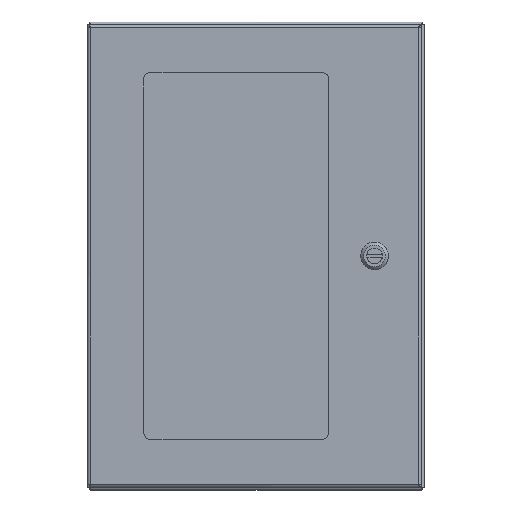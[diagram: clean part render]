
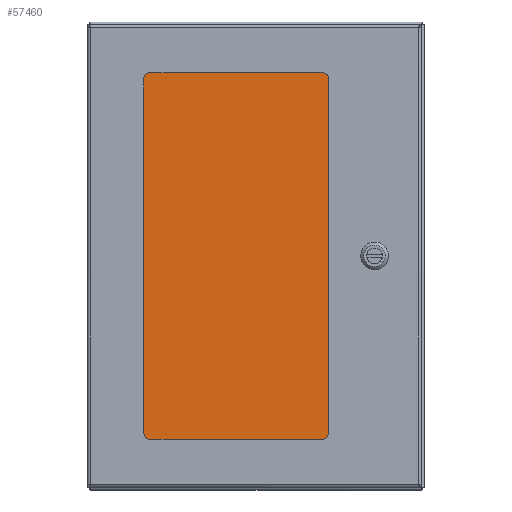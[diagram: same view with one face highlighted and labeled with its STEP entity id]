
A CAD part, top view. The second image highlights one B-rep face of the part: STEP entity #57460.
In plain terms, the highlighted planar face has unit normal (0, 0, 1).
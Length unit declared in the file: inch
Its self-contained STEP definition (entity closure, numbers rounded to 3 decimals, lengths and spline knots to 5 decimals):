
#868 = EDGE_CURVE ( 'NONE', #26725, #74903, #50560, .T. ) ;
#1928 = CARTESIAN_POINT ( 'NONE',  ( -11.18618, 9.465, 1.23606 ) ) ;
#2255 = AXIS2_PLACEMENT_3D ( 'NONE', #29327, #64843, #53028 ) ;
#2949 = ORIENTED_EDGE ( 'NONE', *, *, #868, .F. ) ;
#5157 = EDGE_CURVE ( 'NONE', #47260, #26725, #21237, .T. ) ;
#5266 = EDGE_CURVE ( 'NONE', #74903, #27807, #18427, .T. ) ;
#9806 = CARTESIAN_POINT ( 'NONE',  ( -2.77618, -6.215, 1.23606 ) ) ;
#16236 = DIRECTION ( 'NONE',  ( 0., 1., 0. ) ) ;
#16604 = VECTOR ( 'NONE', #66563, 39.37008 ) ;
#18427 = LINE ( 'NONE', #48597, #16604 ) ;
#18905 = ORIENTED_EDGE ( 'NONE', *, *, #5157, .F. ) ;
#21237 = LINE ( 'NONE', #58387, #68169 ) ;
#21617 = FACE_OUTER_BOUND ( 'NONE', #35933, .T. ) ;
#23123 = DIRECTION ( 'NONE',  ( 1., 0., 0. ) ) ;
#25655 = CARTESIAN_POINT ( 'NONE',  ( -2.77618, 9.465, 1.23606 ) ) ;
#26513 = VECTOR ( 'NONE', #51669, 39.37008 ) ;
#26725 = VERTEX_POINT ( 'NONE', #25655 ) ;
#27807 = VERTEX_POINT ( 'NONE', #48025 ) ;
#29327 = CARTESIAN_POINT ( 'NONE',  ( -6.98118, 1.625, 1.23606 ) ) ;
#35933 = EDGE_LOOP ( 'NONE', ( #2949, #18905, #73825, #37567 ) ) ;
#37567 = ORIENTED_EDGE ( 'NONE', *, *, #5266, .F. ) ;
#38359 = VECTOR ( 'NONE', #16236, 39.37008 ) ;
#43897 = LINE ( 'NONE', #57631, #38359 ) ;
#45733 = CARTESIAN_POINT ( 'NONE',  ( -2.77618, 9.465, 1.23606 ) ) ;
#47260 = VERTEX_POINT ( 'NONE', #1928 ) ;
#48025 = CARTESIAN_POINT ( 'NONE',  ( -11.18618, -6.215, 1.23606 ) ) ;
#48597 = CARTESIAN_POINT ( 'NONE',  ( -2.77618, -6.215, 1.23606 ) ) ;
#50560 = LINE ( 'NONE', #45733, #26513 ) ;
#51669 = DIRECTION ( 'NONE',  ( 0., -1., 0. ) ) ;
#53028 = DIRECTION ( 'NONE',  ( 1., 0., 0. ) ) ;
#57460 = ADVANCED_FACE ( 'NONE', ( #21617 ), #75644, .T. ) ;
#57631 = CARTESIAN_POINT ( 'NONE',  ( -11.18618, -6.215, 1.23606 ) ) ;
#58387 = CARTESIAN_POINT ( 'NONE',  ( -11.18618, 9.465, 1.23606 ) ) ;
#64843 = DIRECTION ( 'NONE',  ( 0., 0., 1. ) ) ;
#66563 = DIRECTION ( 'NONE',  ( -1., 0., 0. ) ) ;
#68169 = VECTOR ( 'NONE', #23123, 39.37008 ) ;
#73825 = ORIENTED_EDGE ( 'NONE', *, *, #75010, .F. ) ;
#74903 = VERTEX_POINT ( 'NONE', #9806 ) ;
#75010 = EDGE_CURVE ( 'NONE', #27807, #47260, #43897, .T. ) ;
#75644 = PLANE ( 'NONE',  #2255 ) ;
